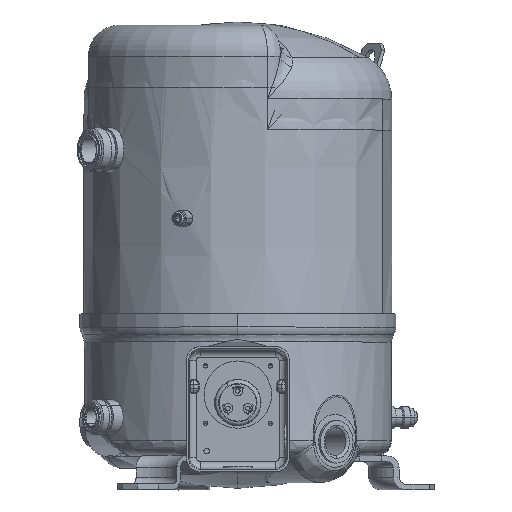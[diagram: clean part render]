
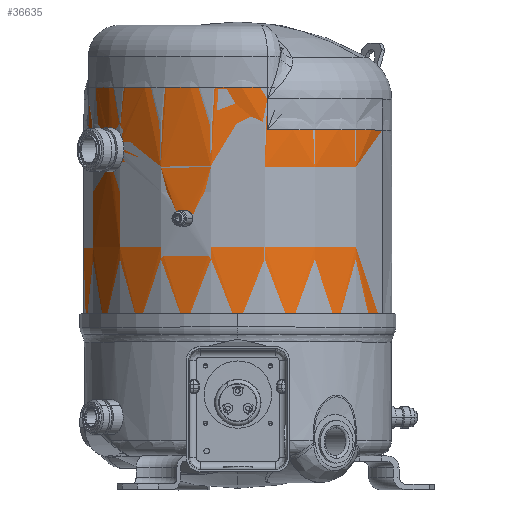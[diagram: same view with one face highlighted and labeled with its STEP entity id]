
A CAD part, top view. The second image highlights one B-rep face of the part: STEP entity #36635.
In plain terms, the highlighted conical face has half-angle 0.05 degrees and reference radius 112.124 mm.
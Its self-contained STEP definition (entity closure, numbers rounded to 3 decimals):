
#35582=DIRECTION('',(0.001,0.,-1.));
#35583=VECTOR('',#35582,143.469);
#35584=CARTESIAN_POINT('',(-112.2,0.,0.));
#35585=LINE('',#35584,#35583);
#35586=CARTESIAN_POINT('',(0.,0.,0.));
#35587=DIRECTION('',(0.,0.,-1.));
#35588=DIRECTION('',(1.,0.,0.));
#35589=AXIS2_PLACEMENT_3D('',#35586,#35587,#35588);
#35591=DIRECTION('',(-0.001,0.,-1.));
#35592=VECTOR('',#35591,143.469);
#35593=CARTESIAN_POINT('',(112.2,0.,0.));
#35594=LINE('',#35593,#35592);
#35595=CARTESIAN_POINT('',(54.147,-98.142,
-128.999));
#35596=CARTESIAN_POINT('',(54.147,-98.142,
-128.041));
#35597=CARTESIAN_POINT('',(54.353,-98.031,
-126.122));
#35598=CARTESIAN_POINT('',(55.256,-97.53,
-123.405));
#35599=CARTESIAN_POINT('',(56.697,-96.705,
-121.007));
#35600=CARTESIAN_POINT('',(58.575,-95.585,
-119.076));
#35601=CARTESIAN_POINT('',(60.76,-94.215,
-117.726));
#35602=CARTESIAN_POINT('',(63.111,-92.659,
-117.034));
#35603=CARTESIAN_POINT('',(65.486,-90.996,
-117.034));
#35604=CARTESIAN_POINT('',(67.752,-89.32,
-117.727));
#35605=CARTESIAN_POINT('',(69.786,-87.735,
-119.076));
#35606=CARTESIAN_POINT('',(71.482,-86.353,
-121.007));
#35607=CARTESIAN_POINT('',(72.749,-85.281,
-123.405));
#35608=CARTESIAN_POINT('',(73.53,-84.603,
-126.122));
#35609=CARTESIAN_POINT('',(73.704,-84.448,
-128.041));
#35610=CARTESIAN_POINT('',(73.704,-84.448,
-128.999));
#35612=CARTESIAN_POINT('',(73.704,-84.448,
-128.999));
#35613=CARTESIAN_POINT('',(73.703,-84.447,
-129.958));
#35614=CARTESIAN_POINT('',(73.527,-84.599,
-131.877));
#35615=CARTESIAN_POINT('',(72.744,-85.273,
-134.595));
#35616=CARTESIAN_POINT('',(71.474,-86.341,
-136.992));
#35617=CARTESIAN_POINT('',(69.776,-87.72,
-138.924));
#35618=CARTESIAN_POINT('',(67.741,-89.303,
-140.273));
#35619=CARTESIAN_POINT('',(65.474,-90.979,
-140.966));
#35620=CARTESIAN_POINT('',(63.099,-92.642,
-140.966));
#35621=CARTESIAN_POINT('',(60.749,-94.199,
-140.273));
#35622=CARTESIAN_POINT('',(58.565,-95.571,
-138.924));
#35623=CARTESIAN_POINT('',(56.689,-96.694,
-136.992));
#35624=CARTESIAN_POINT('',(55.251,-97.522,
-134.595));
#35625=CARTESIAN_POINT('',(54.35,-98.027,
-131.877));
#35626=CARTESIAN_POINT('',(54.146,-98.141,
-129.958));
#35627=CARTESIAN_POINT('',(54.147,-98.142,
-128.999));
#35629=CARTESIAN_POINT('',(-5.775,-111.982,-79.));
#35630=CARTESIAN_POINT('',(-5.775,-111.983,-78.451));
#35631=CARTESIAN_POINT('',(-5.617,-111.992,
-77.352));
#35632=CARTESIAN_POINT('',(-4.925,-112.027,
-75.836));
#35633=CARTESIAN_POINT('',(-3.834,-112.072,
-74.576));
#35634=CARTESIAN_POINT('',(-2.431,-112.113,
-73.675));
#35635=CARTESIAN_POINT('',(-0.833,-112.137,
-73.206));
#35636=CARTESIAN_POINT('',(0.833,-112.137,
-73.206));
#35637=CARTESIAN_POINT('',(2.431,-112.113,
-73.675));
#35638=CARTESIAN_POINT('',(3.834,-112.072,
-74.576));
#35639=CARTESIAN_POINT('',(4.925,-112.027,
-75.836));
#35640=CARTESIAN_POINT('',(5.617,-111.992,
-77.352));
#35641=CARTESIAN_POINT('',(5.775,-111.983,-78.451));
#35642=CARTESIAN_POINT('',(5.775,-111.982,-79.));
#35644=CARTESIAN_POINT('',(5.775,-111.982,-79.));
#35645=CARTESIAN_POINT('',(5.775,-111.982,-79.504));
#35646=CARTESIAN_POINT('',(5.642,-111.988,
-80.511));
#35647=CARTESIAN_POINT('',(5.059,-112.015,
-81.921));
#35648=CARTESIAN_POINT('',(4.13,-112.053,
-83.131));
#35649=CARTESIAN_POINT('',(2.92,-112.091,
-84.059));
#35650=CARTESIAN_POINT('',(1.512,-112.119,
-84.642));
#35651=CARTESIAN_POINT('',(0.,-112.13,
-84.841));
#35652=CARTESIAN_POINT('',(-1.512,-112.119,
-84.642));
#35653=CARTESIAN_POINT('',(-2.92,-112.091,
-84.059));
#35654=CARTESIAN_POINT('',(-4.13,-112.053,
-83.131));
#35655=CARTESIAN_POINT('',(-5.059,-112.015,
-81.921));
#35656=CARTESIAN_POINT('',(-5.642,-111.988,
-80.512));
#35657=CARTESIAN_POINT('',(-5.775,-111.982,-79.504));
#35658=CARTESIAN_POINT('',(-5.775,-111.982,-79.));
#35660=DIRECTION('',(-0.001,0.,-1.));
#35661=VECTOR('',#35660,31.009);
#35662=CARTESIAN_POINT('',(93.038,-62.488,
-143.469));
#35663=LINE('',#35662,#35661);
#35664=CARTESIAN_POINT('',(93.038,-62.488,
-143.469));
#35682=CARTESIAN_POINT('',(0.,0.,-143.469));
#35683=DIRECTION('',(0.,0.,1.));
#35684=DIRECTION('',(0.83,-0.558,0.));
#35685=AXIS2_PLACEMENT_3D('',#35682,#35683,#35684);
#35692=CARTESIAN_POINT('',(0.,0.,-143.469));
#35693=DIRECTION('',(0.,0.,1.));
#35694=DIRECTION('',(-1.,0.,0.));
#35695=AXIS2_PLACEMENT_3D('',#35692,#35693,#35694);
#35704=CARTESIAN_POINT('',(-57.912,-95.953,
-143.469));
#35720=DIRECTION('',(-0.001,-0.001,1.));
#35721=VECTOR('',#35720,31.009);
#35722=CARTESIAN_POINT('',(-57.895,-95.932,
-174.478));
#35723=LINE('',#35722,#35721);
#35739=CARTESIAN_POINT('',(-57.895,-95.932,
-174.478));
#35934=CARTESIAN_POINT('',(93.013,-62.476,
-174.478));
#36035=CARTESIAN_POINT('',(0.,0.,-174.478));
#36036=DIRECTION('',(0.,0.,1.));
#36037=DIRECTION('',(-0.517,-0.856,0.));
#36038=AXIS2_PLACEMENT_3D('',#36035,#36036,#36037);
#36478=CARTESIAN_POINT('',(-5.775,-111.982,-79.));
#36480=VERTEX_POINT('',#36478);
#36482=CARTESIAN_POINT('',(5.775,-111.982,-79.));
#36484=VERTEX_POINT('',#36482);
#36486=CARTESIAN_POINT('',(54.147,-98.142,
-128.999));
#36488=VERTEX_POINT('',#36486);
#36490=CARTESIAN_POINT('',(73.704,-84.448,
-128.999));
#36492=VERTEX_POINT('',#36490);
#36494=CARTESIAN_POINT('',(112.2,0.,0.));
#36495=CARTESIAN_POINT('',(112.075,0.,-143.469));
#36496=VERTEX_POINT('',#36494);
#36497=VERTEX_POINT('',#36495);
#36502=CARTESIAN_POINT('',(-112.2,0.,0.));
#36503=CARTESIAN_POINT('',(-112.075,0.,-143.469));
#36504=VERTEX_POINT('',#36502);
#36505=VERTEX_POINT('',#36503);
#36522=VERTEX_POINT('',#35934);
#36525=VERTEX_POINT('',#35739);
#36527=VERTEX_POINT('',#35704);
#36545=VERTEX_POINT('',#35664);
#36603=CARTESIAN_POINT('',(0.,0.,-87.239));
#36604=DIRECTION('',(0.,0.,1.));
#36605=DIRECTION('',(-1.,0.,0.));
#36606=AXIS2_PLACEMENT_3D('',#36603,#36604,#36605);
#36607=CONICAL_SURFACE('',#36606,112.124,0.05);
#36609=ORIENTED_EDGE('',*,*,#36608,.T.);
#36611=ORIENTED_EDGE('',*,*,#36610,.F.);
#36613=ORIENTED_EDGE('',*,*,#36612,.T.);
#36615=ORIENTED_EDGE('',*,*,#36614,.F.);
#36616=ORIENTED_EDGE('',*,*,#36596,.F.);
#36617=ORIENTED_EDGE('',*,*,#36577,.F.);
#36618=ORIENTED_EDGE('',*,*,#36593,.T.);
#36620=ORIENTED_EDGE('',*,*,#36619,.F.);
#36621=EDGE_LOOP('',(#36609,#36611,#36613,#36615,#36616,#36617,#36618,#36620));
#36622=FACE_OUTER_BOUND('',#36621,.F.);
#36624=ORIENTED_EDGE('',*,*,#36623,.F.);
#36626=ORIENTED_EDGE('',*,*,#36625,.F.);
#36627=EDGE_LOOP('',(#36624,#36626));
#36628=FACE_BOUND('',#36627,.F.);
#36630=ORIENTED_EDGE('',*,*,#36629,.F.);
#36632=ORIENTED_EDGE('',*,*,#36631,.F.);
#36633=EDGE_LOOP('',(#36630,#36632));
#36634=FACE_BOUND('',#36633,.F.);
#36635=ADVANCED_FACE('',(#36622,#36628,#36634),#36607,.T.);
#35590=CIRCLE('',#35589,112.2);
#35611=B_SPLINE_CURVE_WITH_KNOTS('',3,(#35595,#35596,#35597,#35598,#35599,
#35600,#35601,#35602,#35603,#35604,#35605,#35606,#35607,#35608,#35609,#35610),
.UNSPECIFIED.,.F.,.F.,(4,1,1,1,1,1,1,1,1,1,1,1,1,4),(0.,0.077,
0.154,0.231,0.308,0.385,
0.462,0.538,0.615,0.692,
0.769,0.846,0.923,1.),.UNSPECIFIED.);
#35628=B_SPLINE_CURVE_WITH_KNOTS('',3,(#35612,#35613,#35614,#35615,#35616,
#35617,#35618,#35619,#35620,#35621,#35622,#35623,#35624,#35625,#35626,#35627),
.UNSPECIFIED.,.F.,.F.,(4,1,1,1,1,1,1,1,1,1,1,1,1,4),(0.,0.077,
0.154,0.231,0.308,0.385,
0.462,0.538,0.615,0.692,
0.769,0.846,0.923,1.),.UNSPECIFIED.);
#35643=B_SPLINE_CURVE_WITH_KNOTS('',3,(#35629,#35630,#35631,#35632,#35633,
#35634,#35635,#35636,#35637,#35638,#35639,#35640,#35641,#35642),.UNSPECIFIED.,
.F.,.F.,(4,1,1,1,1,1,1,1,1,1,1,4),(0.,0.091,0.182,
0.273,0.364,0.455,0.545,
0.636,0.727,0.818,0.909,1.),
.UNSPECIFIED.);
#35659=B_SPLINE_CURVE_WITH_KNOTS('',3,(#35644,#35645,#35646,#35647,#35648,
#35649,#35650,#35651,#35652,#35653,#35654,#35655,#35656,#35657,#35658),
.UNSPECIFIED.,.F.,.F.,(4,1,1,1,1,1,1,1,1,1,1,1,4),(0.,0.083,
0.167,0.25,0.333,0.417,0.5,
0.583,0.667,0.75,0.833,0.917,
1.),.UNSPECIFIED.);
#35686=CIRCLE('',#35685,112.075);
#35696=CIRCLE('',#35695,112.075);
#36039=CIRCLE('',#36038,112.048);
#36577=EDGE_CURVE('',#36496,#36504,#35590,.T.);
#36593=EDGE_CURVE('',#36496,#36497,#35594,.T.);
#36596=EDGE_CURVE('',#36504,#36505,#35585,.T.);
#36608=EDGE_CURVE('',#36545,#36522,#35663,.T.);
#36610=EDGE_CURVE('',#36525,#36522,#36039,.T.);
#36612=EDGE_CURVE('',#36525,#36527,#35723,.T.);
#36614=EDGE_CURVE('',#36505,#36527,#35696,.T.);
#36619=EDGE_CURVE('',#36545,#36497,#35686,.T.);
#36623=EDGE_CURVE('',#36488,#36492,#35611,.T.);
#36625=EDGE_CURVE('',#36492,#36488,#35628,.T.);
#36629=EDGE_CURVE('',#36480,#36484,#35643,.T.);
#36631=EDGE_CURVE('',#36484,#36480,#35659,.T.);
